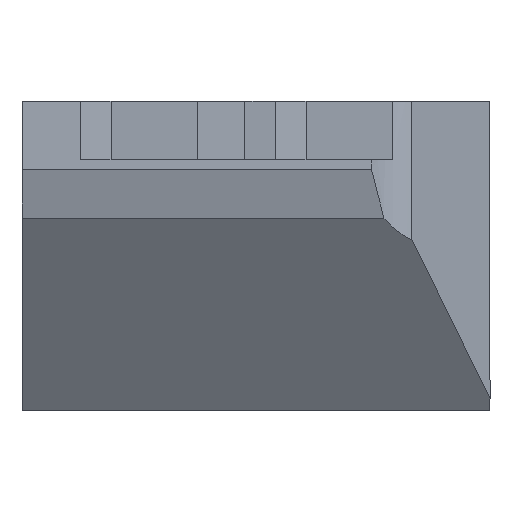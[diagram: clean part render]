
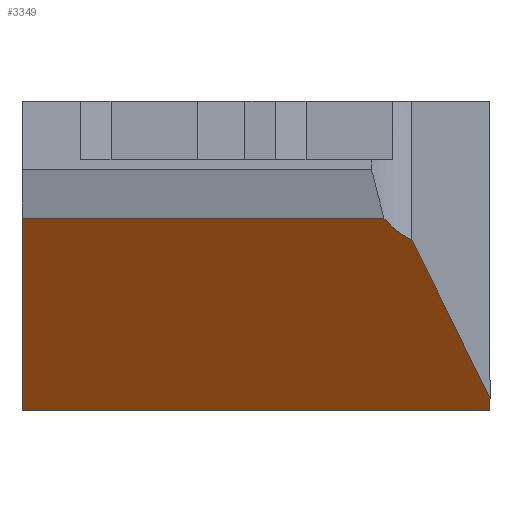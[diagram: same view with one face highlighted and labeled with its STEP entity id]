
A CAD part, left-side view. The second image highlights one B-rep face of the part: STEP entity #3349.
In plain terms, the highlighted planar face has unit normal (-0.819, 0, -0.574).
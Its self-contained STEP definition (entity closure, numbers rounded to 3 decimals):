
#7 = VERTEX_POINT ( 'NONE', #2748 ) ;
#56 = VECTOR ( 'NONE', #2635, 1000. ) ;
#65 = ORIENTED_EDGE ( 'NONE', *, *, #1945, .F. ) ;
#144 = ORIENTED_EDGE ( 'NONE', *, *, #2025, .F. ) ;
#171 = VERTEX_POINT ( 'NONE', #2810 ) ;
#427 = VECTOR ( 'NONE', #684, 1000. ) ;
#431 = CARTESIAN_POINT ( 'NONE',  ( -124.33, 176.087, -6. ) ) ;
#497 = CARTESIAN_POINT ( 'NONE',  ( -119.911, -12., -12.311 ) ) ;
#632 = PLANE ( 'NONE',  #3098 ) ;
#684 = DIRECTION ( 'NONE',  ( -0.574, 0., 0.819 ) ) ;
#687 = DIRECTION ( 'NONE',  ( -0.574, 0., 0.819 ) ) ;
#724 = CARTESIAN_POINT ( 'NONE',  ( -124.33, -6.563, -6. ) ) ;
#850 = CARTESIAN_POINT ( 'NONE',  ( -124.33, -6.563, -6. ) ) ;
#893 = FACE_OUTER_BOUND ( 'NONE', #2304, .T. ) ;
#936 = DIRECTION ( 'NONE',  ( 0.532, -0.373, -0.76 ) ) ;
#941 = ORIENTED_EDGE ( 'NONE', *, *, #1930, .T. ) ;
#950 = DIRECTION ( 'NONE',  ( 0., -1., 0. ) ) ;
#1119 = CARTESIAN_POINT ( 'NONE',  ( -123.979, -6.987, -6.502 ) ) ;
#1230 = CARTESIAN_POINT ( 'NONE',  ( -117.847, -12., -15.258 ) ) ;
#1297 = EDGE_CURVE ( 'NONE', #171, #3040, #1757, .T. ) ;
#1389 = CARTESIAN_POINT ( 'NONE',  ( -123.56, -8., -7.1 ) ) ;
#1706 = LINE ( 'NONE', #2274, #3130 ) ;
#1730 =( BOUNDED_CURVE ( )  B_SPLINE_CURVE ( 3, ( #850, #1119, #2999, #1389 ),
 .UNSPECIFIED., .F., .F. ) 
 B_SPLINE_CURVE_WITH_KNOTS ( ( 4, 4 ),
 ( 5.591, 5.991 ),
 .UNSPECIFIED. ) 
 CURVE ( )  GEOMETRIC_REPRESENTATION_ITEM ( )  RATIONAL_B_SPLINE_CURVE ( ( 1., 0.987, 0.987, 1. ) ) 
 REPRESENTATION_ITEM ( '' )  );
#1749 = VECTOR ( 'NONE', #950, 1000. ) ;
#1757 = LINE ( 'NONE', #2363, #3100 ) ;
#1840 = LINE ( 'NONE', #3296, #427 ) ;
#1849 = CARTESIAN_POINT ( 'NONE',  ( -117.416, 12., -15.875 ) ) ;
#1930 = EDGE_CURVE ( 'NONE', #2536, #7, #2467, .T. ) ;
#1939 = ORIENTED_EDGE ( 'NONE', *, *, #1297, .F. ) ;
#1945 = EDGE_CURVE ( 'NONE', #2536, #171, #1840, .T. ) ;
#2025 = EDGE_CURVE ( 'NONE', #2504, #3400, #1706, .T. ) ;
#2274 = CARTESIAN_POINT ( 'NONE',  ( -192.82, 40.496, 91.813 ) ) ;
#2291 = DIRECTION ( 'NONE',  ( -0.819, 0., -0.574 ) ) ;
#2293 = EDGE_CURVE ( 'NONE', #3400, #7, #2805, .T. ) ;
#2304 = EDGE_LOOP ( 'NONE', ( #65, #941, #2522, #144, #2667, #1939 ) ) ;
#2363 = CARTESIAN_POINT ( 'NONE',  ( -124.33, 176.087, -6. ) ) ;
#2467 = LINE ( 'NONE', #2573, #1749 ) ;
#2504 = VERTEX_POINT ( 'NONE', #3225 ) ;
#2522 = ORIENTED_EDGE ( 'NONE', *, *, #2293, .F. ) ;
#2536 = VERTEX_POINT ( 'NONE', #1849 ) ;
#2573 = CARTESIAN_POINT ( 'NONE',  ( -117.416, 176.087, -15.875 ) ) ;
#2635 = DIRECTION ( 'NONE',  ( 0.574, 0., -0.819 ) ) ;
#2639 = DIRECTION ( 'NONE',  ( 0., -1., 0. ) ) ;
#2667 = ORIENTED_EDGE ( 'NONE', *, *, #2744, .F. ) ;
#2744 = EDGE_CURVE ( 'NONE', #3040, #2504, #1730, .T. ) ;
#2748 = CARTESIAN_POINT ( 'NONE',  ( -117.416, -12., -15.875 ) ) ;
#2805 = LINE ( 'NONE', #497, #56 ) ;
#2810 = CARTESIAN_POINT ( 'NONE',  ( -124.33, 12., -6. ) ) ;
#2999 = CARTESIAN_POINT ( 'NONE',  ( -123.718, -7.473, -6.874 ) ) ;
#3040 = VERTEX_POINT ( 'NONE', #724 ) ;
#3098 = AXIS2_PLACEMENT_3D ( 'NONE', #431, #2291, #687 ) ;
#3100 = VECTOR ( 'NONE', #2639, 1000. ) ;
#3130 = VECTOR ( 'NONE', #936, 1000. ) ;
#3225 = CARTESIAN_POINT ( 'NONE',  ( -123.56, -8., -7.1 ) ) ;
#3296 = CARTESIAN_POINT ( 'NONE',  ( -119.911, 12., -12.311 ) ) ;
#3349 = ADVANCED_FACE ( 'NONE', ( #893 ), #632, .T. ) ;
#3400 = VERTEX_POINT ( 'NONE', #1230 ) ;
